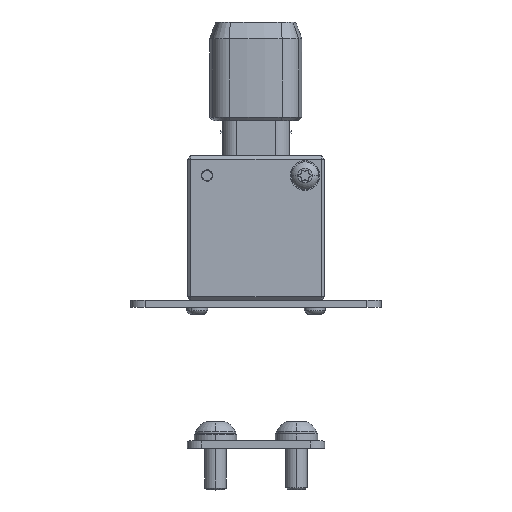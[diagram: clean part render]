
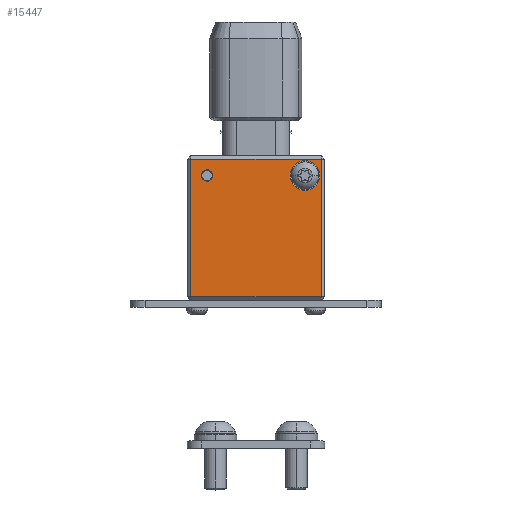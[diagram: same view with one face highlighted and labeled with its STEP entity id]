
A CAD part, top view. The second image highlights one B-rep face of the part: STEP entity #15447.
In plain terms, the highlighted planar face has unit normal (0, 0, 1).
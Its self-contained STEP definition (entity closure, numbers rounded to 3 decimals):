
#95 = VERTEX_POINT ( 'NONE', #20971 ) ;
#1241 = DIRECTION ( 'NONE',  ( 0., 0., 1. ) ) ;
#1397 = ORIENTED_EDGE ( 'NONE', *, *, #3239, .F. ) ;
#1970 = DIRECTION ( 'NONE',  ( 0., 1., 0. ) ) ;
#3139 = DIRECTION ( 'NONE',  ( 1., 0., 0. ) ) ;
#3239 = EDGE_CURVE ( 'NONE', #16015, #23328, #17869, .T. ) ;
#4265 = AXIS2_PLACEMENT_3D ( 'NONE', #28996, #21016, #4493 ) ;
#4444 = EDGE_CURVE ( 'NONE', #8778, #95, #30329, .T. ) ;
#4454 = CIRCLE ( 'NONE', #22221, 2.1 ) ;
#4493 = DIRECTION ( 'NONE',  ( 1., 0., 0. ) ) ;
#4687 = VERTEX_POINT ( 'NONE', #24217 ) ;
#4887 = EDGE_CURVE ( 'NONE', #95, #28635, #16693, .T. ) ;
#5328 = LINE ( 'NONE', #29685, #25160 ) ;
#5744 = PLANE ( 'NONE',  #4265 ) ;
#6095 = DIRECTION ( 'NONE',  ( 0., -1., 0. ) ) ;
#6517 = LINE ( 'NONE', #9090, #14593 ) ;
#6619 = EDGE_CURVE ( 'NONE', #23328, #16015, #21726, .T. ) ;
#6664 = ORIENTED_EDGE ( 'NONE', *, *, #8999, .T. ) ;
#6754 = CARTESIAN_POINT ( 'NONE',  ( -6.95, -13.8, 8.5 ) ) ;
#6780 = VERTEX_POINT ( 'NONE', #22214 ) ;
#8282 = EDGE_LOOP ( 'NONE', ( #29530, #18887, #24222, #6664 ) ) ;
#8626 = EDGE_LOOP ( 'NONE', ( #30344, #11274 ) ) ;
#8778 = VERTEX_POINT ( 'NONE', #18231 ) ;
#8999 = EDGE_CURVE ( 'NONE', #4687, #8778, #5328, .T. ) ;
#9090 = CARTESIAN_POINT ( 'NONE',  ( 9.25, -31.5, 8.5 ) ) ;
#10180 = EDGE_CURVE ( 'NONE', #28635, #4687, #6517, .T. ) ;
#10303 = DIRECTION ( 'NONE',  ( 0., 0., 1. ) ) ;
#11274 = ORIENTED_EDGE ( 'NONE', *, *, #16188, .F. ) ;
#11537 = DIRECTION ( 'NONE',  ( 0., 0., 1. ) ) ;
#11930 = AXIS2_PLACEMENT_3D ( 'NONE', #25910, #14117, #13650 ) ;
#13650 = DIRECTION ( 'NONE',  ( 1., 0., 0. ) ) ;
#14032 = VECTOR ( 'NONE', #23599, 1000. ) ;
#14117 = DIRECTION ( 'NONE',  ( 0., 0., 1. ) ) ;
#14593 = VECTOR ( 'NONE', #1970, 1000. ) ;
#14960 = CARTESIAN_POINT ( 'NONE',  ( 6.95, -13.8, 8.5 ) ) ;
#15447 = ADVANCED_FACE ( 'NONE', ( #18159, #28068, #30583 ), #5744, .T. ) ;
#16015 = VERTEX_POINT ( 'NONE', #27632 ) ;
#16188 = EDGE_CURVE ( 'NONE', #6780, #24578, #28776, .T. ) ;
#16478 = DIRECTION ( 'NONE',  ( 1., 0., 0. ) ) ;
#16693 = LINE ( 'NONE', #26343, #14032 ) ;
#17757 = CARTESIAN_POINT ( 'NONE',  ( 9.05, -13.8, 8.5 ) ) ;
#17869 = CIRCLE ( 'NONE', #25009, 0.8 ) ;
#18159 = FACE_BOUND ( 'NONE', #30536, .T. ) ;
#18231 = CARTESIAN_POINT ( 'NONE',  ( -9.25, -11.5, 8.5 ) ) ;
#18887 = ORIENTED_EDGE ( 'NONE', *, *, #4887, .T. ) ;
#20971 = CARTESIAN_POINT ( 'NONE',  ( -9.25, -31., 8.5 ) ) ;
#21016 = DIRECTION ( 'NONE',  ( 0., 0., 1. ) ) ;
#21726 = CIRCLE ( 'NONE', #29880, 0.8 ) ;
#22210 = DIRECTION ( 'NONE',  ( -1., 0., 0. ) ) ;
#22214 = CARTESIAN_POINT ( 'NONE',  ( 4.85, -13.8, 8.5 ) ) ;
#22221 = AXIS2_PLACEMENT_3D ( 'NONE', #14960, #10303, #29610 ) ;
#23328 = VERTEX_POINT ( 'NONE', #26332 ) ;
#23599 = DIRECTION ( 'NONE',  ( 1., 0., 0. ) ) ;
#23996 = ORIENTED_EDGE ( 'NONE', *, *, #6619, .F. ) ;
#24217 = CARTESIAN_POINT ( 'NONE',  ( 9.25, -11.5, 8.5 ) ) ;
#24222 = ORIENTED_EDGE ( 'NONE', *, *, #10180, .T. ) ;
#24578 = VERTEX_POINT ( 'NONE', #17757 ) ;
#24927 = CARTESIAN_POINT ( 'NONE',  ( -6.95, -13.8, 8.5 ) ) ;
#25009 = AXIS2_PLACEMENT_3D ( 'NONE', #6754, #11537, #16478 ) ;
#25160 = VECTOR ( 'NONE', #22210, 1000. ) ;
#25910 = CARTESIAN_POINT ( 'NONE',  ( 6.95, -13.8, 8.5 ) ) ;
#26229 = EDGE_CURVE ( 'NONE', #24578, #6780, #4454, .T. ) ;
#26332 = CARTESIAN_POINT ( 'NONE',  ( -6.15, -13.8, 8.5 ) ) ;
#26343 = CARTESIAN_POINT ( 'NONE',  ( 9.75, -31., 8.5 ) ) ;
#27632 = CARTESIAN_POINT ( 'NONE',  ( -7.75, -13.8, 8.5 ) ) ;
#27958 = CARTESIAN_POINT ( 'NONE',  ( -9.25, -31.5, 8.5 ) ) ;
#28068 = FACE_BOUND ( 'NONE', #8626, .T. ) ;
#28635 = VERTEX_POINT ( 'NONE', #29217 ) ;
#28776 = CIRCLE ( 'NONE', #11930, 2.1 ) ;
#28996 = CARTESIAN_POINT ( 'NONE',  ( -9.75, -31.5, 8.5 ) ) ;
#29217 = CARTESIAN_POINT ( 'NONE',  ( 9.25, -31., 8.5 ) ) ;
#29221 = VECTOR ( 'NONE', #6095, 1000. ) ;
#29530 = ORIENTED_EDGE ( 'NONE', *, *, #4444, .T. ) ;
#29610 = DIRECTION ( 'NONE',  ( 1., 0., 0. ) ) ;
#29685 = CARTESIAN_POINT ( 'NONE',  ( -9.75, -11.5, 8.5 ) ) ;
#29880 = AXIS2_PLACEMENT_3D ( 'NONE', #24927, #1241, #3139 ) ;
#30329 = LINE ( 'NONE', #27958, #29221 ) ;
#30344 = ORIENTED_EDGE ( 'NONE', *, *, #26229, .F. ) ;
#30536 = EDGE_LOOP ( 'NONE', ( #23996, #1397 ) ) ;
#30583 = FACE_OUTER_BOUND ( 'NONE', #8282, .T. ) ;
